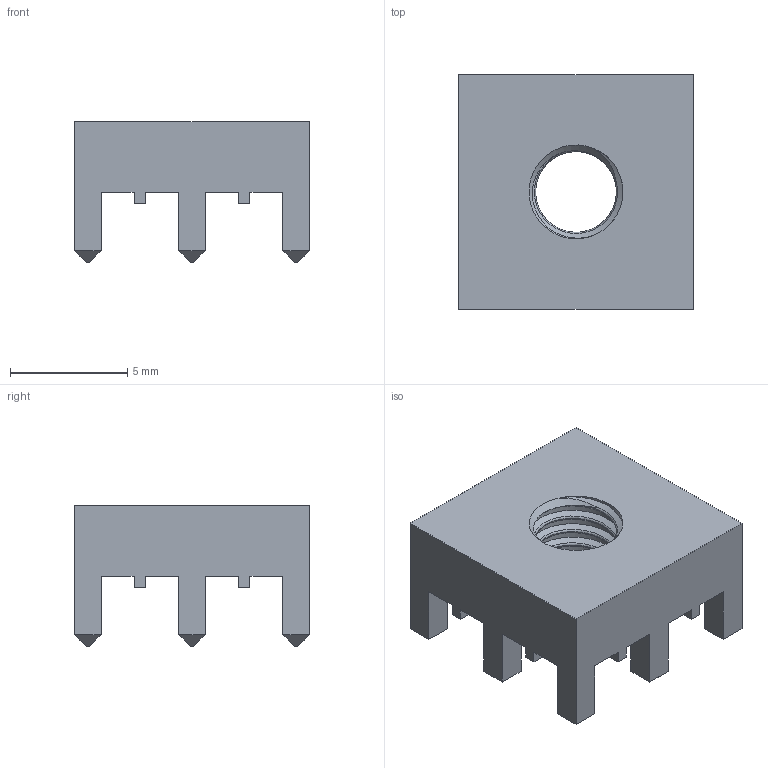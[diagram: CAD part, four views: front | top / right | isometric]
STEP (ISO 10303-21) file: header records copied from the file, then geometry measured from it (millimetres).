
FILE_DESCRIPTION(/* description */ (''),/* implementation_level */ '2;1');
FILE_NAME(/* name */ 'Wurth 74650094.step',/* time_stamp */ '2022-08-05T22:58:07+01:00',/* author */ (''),/* organization */ (''),/* preprocessor_version */ 'ST-DEVELOPER v19',/* originating_system */ 'Autodesk Translation Framework v11.7.0.108',/* authorisation */ '');
FILE_SCHEMA (('AUTOMOTIVE_DESIGN { 1 0 10303 214 3 1 1 }'));
Length unit declared in the file: millimetre
Products named in the file (1): Wurth 74650094
Bounding box: 10 x 10 x 6 mm (x, y, z)
Volume: 297.4 mm3; surface area: 465.2 mm2
Topology: 1 solids, 1 shells, 157 faces, 410 edges, 262 vertices
Faces by surface type: plane 138, cylinder 9, bspline 9, cone 1
Full cylindrical faces by diameter (mm): 4 x4
Entity records: 5958 total; most frequent: CARTESIAN_POINT 2175, ORIENTED_EDGE 820, DIRECTION 679, EDGE_CURVE 410, LINE 369, VECTOR 369, VERTEX_POINT 262, EDGE_LOOP 166
